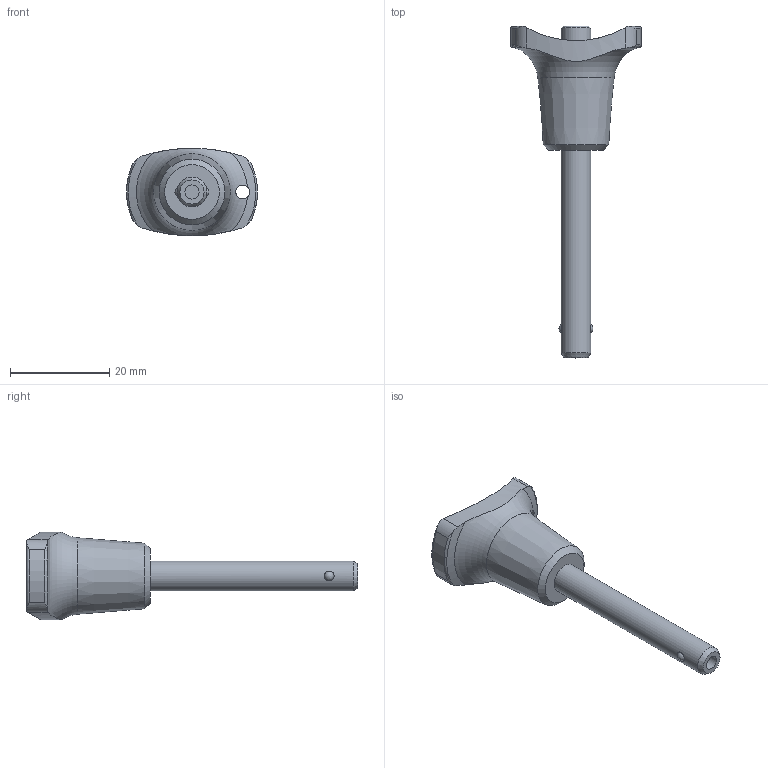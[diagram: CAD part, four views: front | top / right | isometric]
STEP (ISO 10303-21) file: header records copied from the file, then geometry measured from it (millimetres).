
FILE_DESCRIPTION( ( 'STEP AP214' ), '1' );
FILE_NAME( 'K0792.0026060350.stp', '2020-12-10T14:08:45', ( '' ), ( '' ), ' ', 'PARTsolutions', ' ' );
FILE_SCHEMA( ( 'AUTOMOTIVE_DESIGN { 1 0 10303 214 1 1 1 1 }' ) );
Length unit declared in the file: millimetre
Products named in the file (1): _K0792.0026060350
Bounding box: 26.33 x 66.8 x 17.6 mm (x, y, z)
Volume: 5461.4 mm3; surface area: 3923 mm2
Topology: 1 solids, 1 shells, 42 faces, 99 edges, 64 vertices
Faces by surface type: cylinder 18, plane 8, cone 8, torus 5, sphere 2, bspline 1
Full cylindrical faces by diameter (mm): 1.96 x1, 2 x2, 2.8 x1, 2.83 x2, 2.85 x1, 6 x3
Entity records: 1891 total; most frequent: CARTESIAN_POINT 712, DIRECTION 156, ORIENTED_EDGE 146, AXIS2_PLACEMENT_3D 74, EDGE_LOOP 73, EDGE_CURVE 73, VERTEX_POINT 60, FACE_OUTER_BOUND 54
